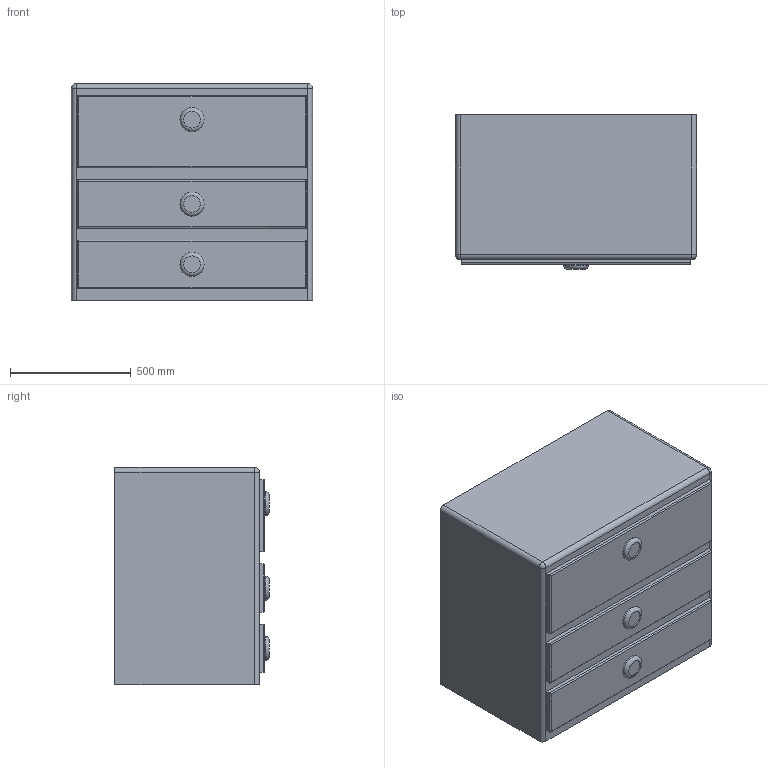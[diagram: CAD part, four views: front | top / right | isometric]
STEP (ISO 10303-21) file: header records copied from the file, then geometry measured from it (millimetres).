
FILE_DESCRIPTION(('FreeCAD Model'),'2;1');
FILE_NAME('Drawers_1000x600x900mm.step','2019-11-16T09:14:11',('Author'),(''), 'Open CASCADE STEP processor 7.3','FreeCAD','Unknown');
FILE_SCHEMA(('AUTOMOTIVE_DESIGN { 1 0 10303 214 1 1 1 1 }'));
Length unit declared in the file: millimetre
Products named in the file (1): Drawers_1000x600x900mm
Bounding box: 1000 x 640 x 900 mm (x, y, z)
Volume: 533104920.8 mm3; surface area: 4277708.1 mm2
Topology: 1 solids, 1 shells, 57 faces, 122 edges, 72 vertices
Faces by surface type: plane 29, cylinder 23, torus 3, sphere 2
Full cylindrical faces by diameter (mm): 70 x3, 100 x3
Entity records: 3731 total; most frequent: CARTESIAN_POINT 1219, DIRECTION 473, LINE 289, VECTOR 289, ORIENTED_EDGE 240, PCURVE 240, DEFINITIONAL_REPRESENTATION 240, EDGE_CURVE 120
